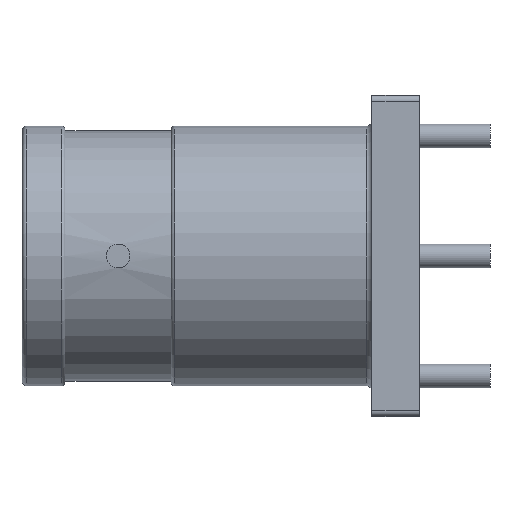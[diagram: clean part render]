
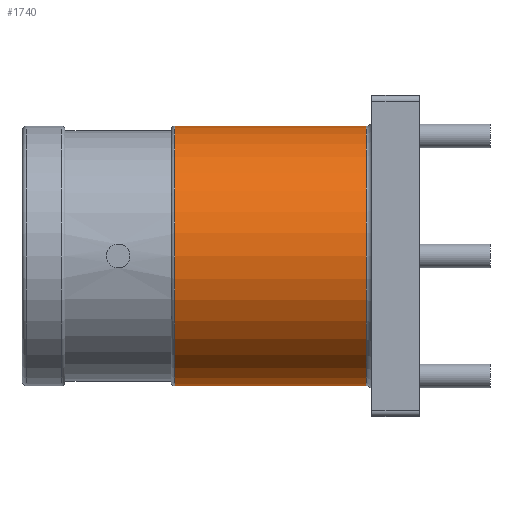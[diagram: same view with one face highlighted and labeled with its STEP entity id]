
A CAD part, left-side view. The second image highlights one B-rep face of the part: STEP entity #1740.
In plain terms, the highlighted cylindrical face has radius 5.5 mm (diameter 11 mm), a partial arc.
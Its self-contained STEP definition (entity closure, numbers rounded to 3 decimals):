
#30 = FACE_OUTER_BOUND ( 'NONE', #535, .T. ) ;
#116 = VECTOR ( 'NONE', #1889, 1000. ) ;
#157 = VERTEX_POINT ( 'NONE', #1787 ) ;
#176 = VERTEX_POINT ( 'NONE', #693 ) ;
#243 = CARTESIAN_POINT ( 'NONE',  ( 0., 2.25, 5.5 ) ) ;
#465 = AXIS2_PLACEMENT_3D ( 'NONE', #1370, #1068, #593 ) ;
#467 = EDGE_CURVE ( 'NONE', #723, #157, #1626, .T. ) ;
#484 = ORIENTED_EDGE ( 'NONE', *, *, #467, .F. ) ;
#535 = EDGE_LOOP ( 'NONE', ( #1141, #1583, #776, #484 ) ) ;
#593 = DIRECTION ( 'NONE',  ( 0., 0., -1. ) ) ;
#643 = DIRECTION ( 'NONE',  ( 0., -1., 0. ) ) ;
#672 = LINE ( 'NONE', #1739, #1471 ) ;
#693 = CARTESIAN_POINT ( 'NONE',  ( 0., 10.35, -5.5 ) ) ;
#723 = VERTEX_POINT ( 'NONE', #243 ) ;
#776 = ORIENTED_EDGE ( 'NONE', *, *, #1361, .T. ) ;
#836 = DIRECTION ( 'NONE',  ( 0., -1., 0. ) ) ;
#868 = CYLINDRICAL_SURFACE ( 'NONE', #995, 5.5 ) ;
#920 = EDGE_CURVE ( 'NONE', #1789, #723, #672, .T. ) ;
#985 = EDGE_CURVE ( 'NONE', #1789, #176, #1897, .T. ) ;
#995 = AXIS2_PLACEMENT_3D ( 'NONE', #1808, #1175, #1018 ) ;
#1018 = DIRECTION ( 'NONE',  ( 0., 0., -1. ) ) ;
#1068 = DIRECTION ( 'NONE',  ( 0., -1., 0. ) ) ;
#1118 = LINE ( 'NONE', #1567, #116 ) ;
#1141 = ORIENTED_EDGE ( 'NONE', *, *, #920, .F. ) ;
#1175 = DIRECTION ( 'NONE',  ( 0., -1., 0. ) ) ;
#1229 = CARTESIAN_POINT ( 'NONE',  ( 0., 10.35, 5.5 ) ) ;
#1361 = EDGE_CURVE ( 'NONE', #176, #157, #1118, .T. ) ;
#1370 = CARTESIAN_POINT ( 'NONE',  ( 0., 2.25, 0. ) ) ;
#1445 = CARTESIAN_POINT ( 'NONE',  ( 0., 10.35, 0. ) ) ;
#1455 = DIRECTION ( 'NONE',  ( 0., 0., -1. ) ) ;
#1471 = VECTOR ( 'NONE', #643, 1000. ) ;
#1567 = CARTESIAN_POINT ( 'NONE',  ( 0., 0., -5.5 ) ) ;
#1583 = ORIENTED_EDGE ( 'NONE', *, *, #985, .T. ) ;
#1626 = CIRCLE ( 'NONE', #465, 5.5 ) ;
#1739 = CARTESIAN_POINT ( 'NONE',  ( 0., 0., 5.5 ) ) ;
#1740 = ADVANCED_FACE ( 'NONE', ( #30 ), #868, .T. ) ;
#1787 = CARTESIAN_POINT ( 'NONE',  ( 0., 2.25, -5.5 ) ) ;
#1789 = VERTEX_POINT ( 'NONE', #1229 ) ;
#1794 = AXIS2_PLACEMENT_3D ( 'NONE', #1445, #836, #1455 ) ;
#1808 = CARTESIAN_POINT ( 'NONE',  ( 0., 0., 0. ) ) ;
#1889 = DIRECTION ( 'NONE',  ( 0., -1., 0. ) ) ;
#1897 = CIRCLE ( 'NONE', #1794, 5.5 ) ;
